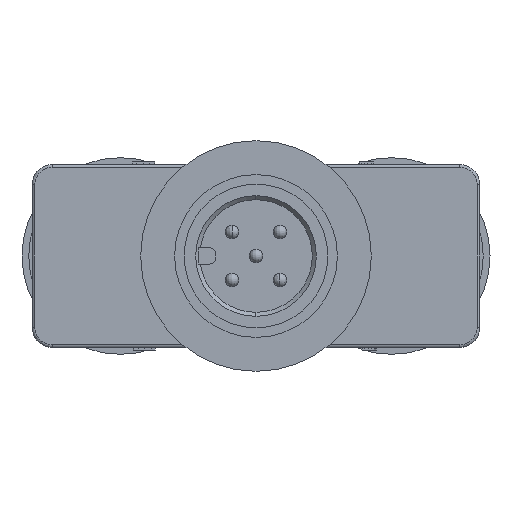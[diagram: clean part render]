
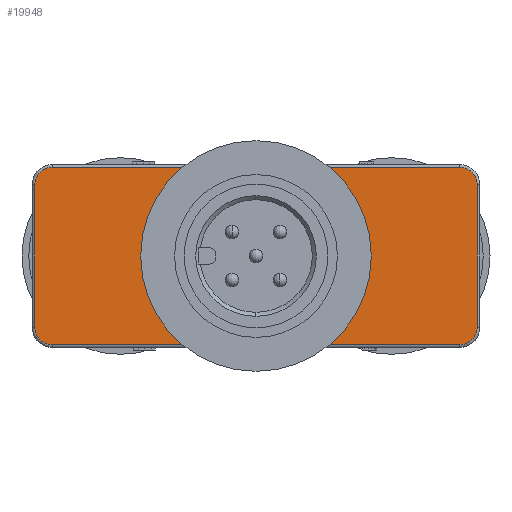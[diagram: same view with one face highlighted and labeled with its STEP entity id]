
A CAD part, front view. The second image highlights one B-rep face of the part: STEP entity #19948.
In plain terms, the highlighted planar face has unit normal (0, -1, 0).
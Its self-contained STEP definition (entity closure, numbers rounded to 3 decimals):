
#97 = ORIENTED_EDGE ( 'NONE', *, *, #13365, .F. ) ;
#397 = ORIENTED_EDGE ( 'NONE', *, *, #11906, .F. ) ;
#737 = EDGE_CURVE ( 'NONE', #15087, #8669, #14528, .T. ) ;
#852 = ORIENTED_EDGE ( 'NONE', *, *, #11233, .F. ) ;
#1745 = CARTESIAN_POINT ( 'NONE',  ( 16.3, 0., 5.25 ) ) ;
#2411 =( BOUNDED_CURVE ( )  B_SPLINE_CURVE ( 3, ( #4731, #4790, #4598, #4570 ),
 .UNSPECIFIED., .F., .F. ) 
 B_SPLINE_CURVE_WITH_KNOTS ( ( 4, 4 ),
 ( 0., 1. ),
 .UNSPECIFIED. ) 
 CURVE ( )  GEOMETRIC_REPRESENTATION_ITEM ( )  RATIONAL_B_SPLINE_CURVE ( ( 1., 0.805, 0.805, 1. ) ) 
 REPRESENTATION_ITEM ( '' )  );
#2492 =( BOUNDED_CURVE ( )  B_SPLINE_CURVE ( 3, ( #18930, #19399, #18625, #18565 ),
 .UNSPECIFIED., .F., .F. ) 
 B_SPLINE_CURVE_WITH_KNOTS ( ( 4, 4 ),
 ( 0., 1. ),
 .UNSPECIFIED. ) 
 CURVE ( )  GEOMETRIC_REPRESENTATION_ITEM ( )  RATIONAL_B_SPLINE_CURVE ( ( 1., 0.805, 0.805, 1. ) ) 
 REPRESENTATION_ITEM ( '' )  );
#2907 = CIRCLE ( 'NONE', #22779, 4.75 ) ;
#3008 = ORIENTED_EDGE ( 'NONE', *, *, #12327, .F. ) ;
#3377 = VERTEX_POINT ( 'NONE', #11110 ) ;
#3411 = VERTEX_POINT ( 'NONE', #10791 ) ;
#3487 = FACE_BOUND ( 'NONE', #20159, .T. ) ;
#4167 = CARTESIAN_POINT ( 'NONE',  ( -15.762, 0., 6.55 ) ) ;
#4386 = VERTEX_POINT ( 'NONE', #15348 ) ;
#4409 = ORIENTED_EDGE ( 'NONE', *, *, #12192, .F. ) ;
#4449 = CARTESIAN_POINT ( 'NONE',  ( 0., 0., 0. ) ) ;
#4570 = CARTESIAN_POINT ( 'NONE',  ( 15., 0., -6.55 ) ) ;
#4598 = CARTESIAN_POINT ( 'NONE',  ( 15.762, 0., -6.55 ) ) ;
#4731 = CARTESIAN_POINT ( 'NONE',  ( 16.3, 0., -5.25 ) ) ;
#4790 = CARTESIAN_POINT ( 'NONE',  ( 16.3, 0., -6.012 ) ) ;
#5492 = DIRECTION ( 'NONE',  ( 0., 0., 1. ) ) ;
#5545 = CARTESIAN_POINT ( 'NONE',  ( -16.3, 0., 0. ) ) ;
#5764 = CARTESIAN_POINT ( 'NONE',  ( 0., 0., -6.55 ) ) ;
#6086 = ORIENTED_EDGE ( 'NONE', *, *, #10845, .F. ) ;
#6197 =( BOUNDED_CURVE ( )  B_SPLINE_CURVE ( 3, ( #15192, #15278, #4167, #17146 ),
 .UNSPECIFIED., .F., .F. ) 
 B_SPLINE_CURVE_WITH_KNOTS ( ( 4, 4 ),
 ( 0., 1. ),
 .UNSPECIFIED. ) 
 CURVE ( )  GEOMETRIC_REPRESENTATION_ITEM ( )  RATIONAL_B_SPLINE_CURVE ( ( 1., 0.805, 0.805, 1. ) ) 
 REPRESENTATION_ITEM ( '' )  );
#6259 =( BOUNDED_CURVE ( )  B_SPLINE_CURVE ( 3, ( #10858, #21763, #23430, #12690 ),
 .UNSPECIFIED., .F., .F. ) 
 B_SPLINE_CURVE_WITH_KNOTS ( ( 4, 4 ),
 ( 0., 1. ),
 .UNSPECIFIED. ) 
 CURVE ( )  GEOMETRIC_REPRESENTATION_ITEM ( )  RATIONAL_B_SPLINE_CURVE ( ( 1., 0.805, 0.805, 1. ) ) 
 REPRESENTATION_ITEM ( '' )  );
#6855 = FACE_OUTER_BOUND ( 'NONE', #18428, .T. ) ;
#7243 = CARTESIAN_POINT ( 'NONE',  ( 0., 0., 4.75 ) ) ;
#7706 = VERTEX_POINT ( 'NONE', #16956 ) ;
#8130 = ORIENTED_EDGE ( 'NONE', *, *, #12628, .F. ) ;
#8142 = DIRECTION ( 'NONE',  ( -1., 0., 0. ) ) ;
#8207 = PLANE ( 'NONE',  #20360 ) ;
#8250 = AXIS2_PLACEMENT_3D ( 'NONE', #13078, #13074, #13027 ) ;
#8305 = VERTEX_POINT ( 'NONE', #10521 ) ;
#8669 = VERTEX_POINT ( 'NONE', #7243 ) ;
#9349 = CARTESIAN_POINT ( 'NONE',  ( 16.3, 0., 0. ) ) ;
#9383 = DIRECTION ( 'NONE',  ( 0., 0., -1. ) ) ;
#9908 = ORIENTED_EDGE ( 'NONE', *, *, #18654, .F. ) ;
#10100 = DIRECTION ( 'NONE',  ( 0., 1., 0. ) ) ;
#10131 = CARTESIAN_POINT ( 'NONE',  ( 15., 0., 6.55 ) ) ;
#10372 = LINE ( 'NONE', #5764, #22873 ) ;
#10521 = CARTESIAN_POINT ( 'NONE',  ( 15., 0., -6.55 ) ) ;
#10791 = CARTESIAN_POINT ( 'NONE',  ( -15., 0., 6.55 ) ) ;
#10845 = EDGE_CURVE ( 'NONE', #15833, #4386, #13206, .T. ) ;
#10858 = CARTESIAN_POINT ( 'NONE',  ( 15., 0., 6.55 ) ) ;
#11110 = CARTESIAN_POINT ( 'NONE',  ( -16.3, 0., 5.25 ) ) ;
#11233 = EDGE_CURVE ( 'NONE', #4386, #8305, #2411, .T. ) ;
#11267 = LINE ( 'NONE', #5545, #17381 ) ;
#11906 = EDGE_CURVE ( 'NONE', #8305, #19382, #10372, .T. ) ;
#12192 = EDGE_CURVE ( 'NONE', #3411, #16052, #15860, .T. ) ;
#12327 = EDGE_CURVE ( 'NONE', #19382, #7706, #2492, .T. ) ;
#12628 = EDGE_CURVE ( 'NONE', #8669, #15087, #2907, .T. ) ;
#12690 = CARTESIAN_POINT ( 'NONE',  ( 16.3, 0., 5.25 ) ) ;
#13027 = DIRECTION ( 'NONE',  ( 0., 0., 1. ) ) ;
#13074 = DIRECTION ( 'NONE',  ( 0., -1., 0. ) ) ;
#13078 = CARTESIAN_POINT ( 'NONE',  ( 0., 0., 0. ) ) ;
#13188 = VECTOR ( 'NONE', #9383, 1000. ) ;
#13206 = LINE ( 'NONE', #9349, #13188 ) ;
#13365 = EDGE_CURVE ( 'NONE', #7706, #3377, #11267, .T. ) ;
#13739 = VECTOR ( 'NONE', #20265, 1000. ) ;
#14076 = DIRECTION ( 'NONE',  ( 0., 0., 1. ) ) ;
#14095 = DIRECTION ( 'NONE',  ( 0., -1., 0. ) ) ;
#14098 = CARTESIAN_POINT ( 'NONE',  ( 0., 0., 0. ) ) ;
#14528 = CIRCLE ( 'NONE', #8250, 4.75 ) ;
#15087 = VERTEX_POINT ( 'NONE', #18635 ) ;
#15192 = CARTESIAN_POINT ( 'NONE',  ( -16.3, 0., 5.25 ) ) ;
#15278 = CARTESIAN_POINT ( 'NONE',  ( -16.3, 0., 6.012 ) ) ;
#15348 = CARTESIAN_POINT ( 'NONE',  ( 16.3, 0., -5.25 ) ) ;
#15833 = VERTEX_POINT ( 'NONE', #1745 ) ;
#15860 = LINE ( 'NONE', #20528, #13739 ) ;
#16052 = VERTEX_POINT ( 'NONE', #10131 ) ;
#16956 = CARTESIAN_POINT ( 'NONE',  ( -16.3, 0., -5.25 ) ) ;
#17146 = CARTESIAN_POINT ( 'NONE',  ( -15., 0., 6.55 ) ) ;
#17381 = VECTOR ( 'NONE', #5492, 1000. ) ;
#17776 = CARTESIAN_POINT ( 'NONE',  ( -15., 0., -6.55 ) ) ;
#18428 = EDGE_LOOP ( 'NONE', ( #3008, #397, #852, #6086, #18718, #4409, #9908, #97 ) ) ;
#18565 = CARTESIAN_POINT ( 'NONE',  ( -16.3, 0., -5.25 ) ) ;
#18625 = CARTESIAN_POINT ( 'NONE',  ( -16.3, 0., -6.012 ) ) ;
#18635 = CARTESIAN_POINT ( 'NONE',  ( 0., 0., -4.75 ) ) ;
#18654 = EDGE_CURVE ( 'NONE', #3377, #3411, #6197, .T. ) ;
#18718 = ORIENTED_EDGE ( 'NONE', *, *, #19032, .F. ) ;
#18930 = CARTESIAN_POINT ( 'NONE',  ( -15., 0., -6.55 ) ) ;
#19032 = EDGE_CURVE ( 'NONE', #16052, #15833, #6259, .T. ) ;
#19382 = VERTEX_POINT ( 'NONE', #17776 ) ;
#19399 = CARTESIAN_POINT ( 'NONE',  ( -15.762, 0., -6.55 ) ) ;
#19948 = ADVANCED_FACE ( 'NONE', ( #3487, #6855 ), #8207, .F. ) ;
#20159 = EDGE_LOOP ( 'NONE', ( #8130, #21842 ) ) ;
#20265 = DIRECTION ( 'NONE',  ( 1., 0., 0. ) ) ;
#20360 = AXIS2_PLACEMENT_3D ( 'NONE', #4449, #10100, #22761 ) ;
#20528 = CARTESIAN_POINT ( 'NONE',  ( 16.5, 0., 6.55 ) ) ;
#21763 = CARTESIAN_POINT ( 'NONE',  ( 15.762, 0., 6.55 ) ) ;
#21842 = ORIENTED_EDGE ( 'NONE', *, *, #737, .F. ) ;
#22761 = DIRECTION ( 'NONE',  ( 0., 0., 1. ) ) ;
#22779 = AXIS2_PLACEMENT_3D ( 'NONE', #14098, #14095, #14076 ) ;
#22873 = VECTOR ( 'NONE', #8142, 1000. ) ;
#23430 = CARTESIAN_POINT ( 'NONE',  ( 16.3, 0., 6.012 ) ) ;
